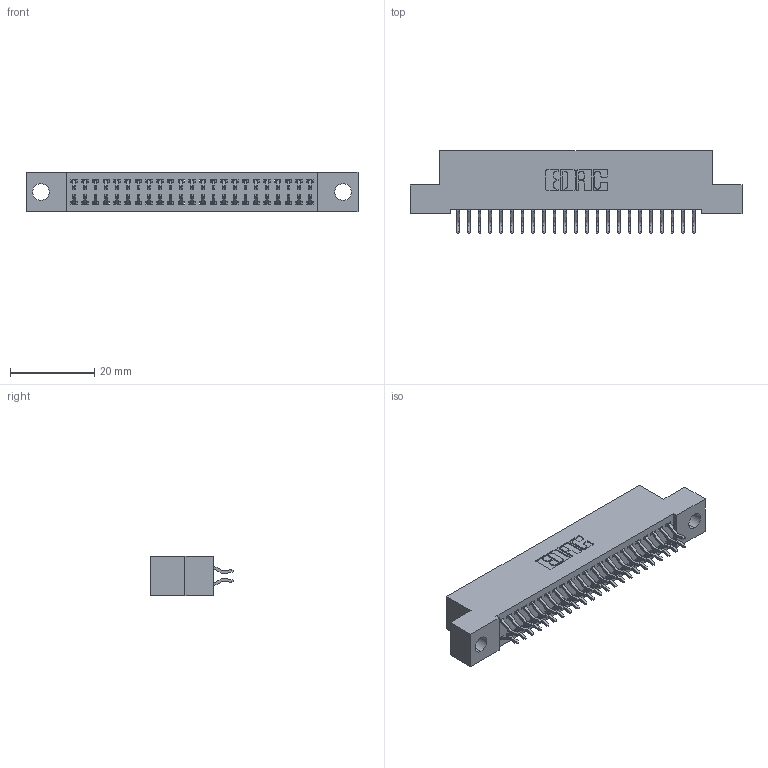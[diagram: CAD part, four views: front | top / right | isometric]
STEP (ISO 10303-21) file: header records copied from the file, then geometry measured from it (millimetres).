
FILE_DESCRIPTION (( 'STEP AP203' ), '1' );
FILE_NAME ('342-046-556-204.STEP', '2019-10-02T20:52:46', ( '' ), ( '' ), 'SwSTEP 2.0', 'SolidWorks 2016', '' );
FILE_SCHEMA (( 'CONFIG_CONTROL_DESIGN' ));
Length unit declared in the file: inch
Products named in the file (3): 345-292-001_556 Tail; 342-046-556-204; 342 Part_.156 TH
Assembly tree (47 placements, depth 2):
  342-046-556-204
    342 Part_.156 TH
    345-292-001_556 Tail  x46
Bounding box: 78.74 x 19.58 x 9.4 mm (x, y, z)
Volume: 6896.7 mm3; surface area: 10537.4 mm2
Topology: 47 solids, 47 shells, 2778 faces, 8257 edges, 5442 vertices
Faces by surface type: plane 1906, cylinder 872
Entity records: 17345 total; most frequent: CARTESIAN_POINT 2910, ORIENTED_EDGE 2834, DIRECTION 2509, EDGE_CURVE 1417, LINE 1281, VECTOR 1281, VERTEX_POINT 942, AXIS2_PLACEMENT_3D 614
